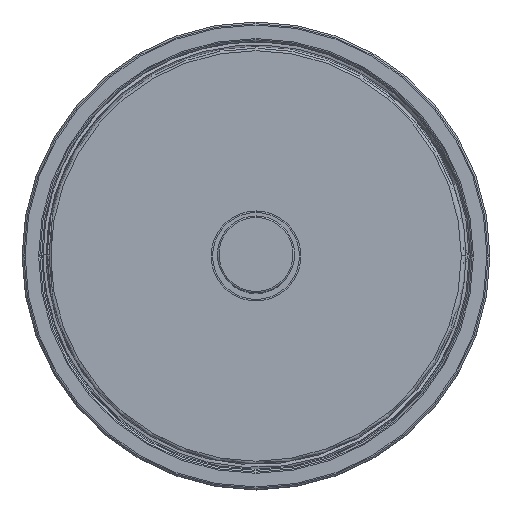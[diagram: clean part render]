
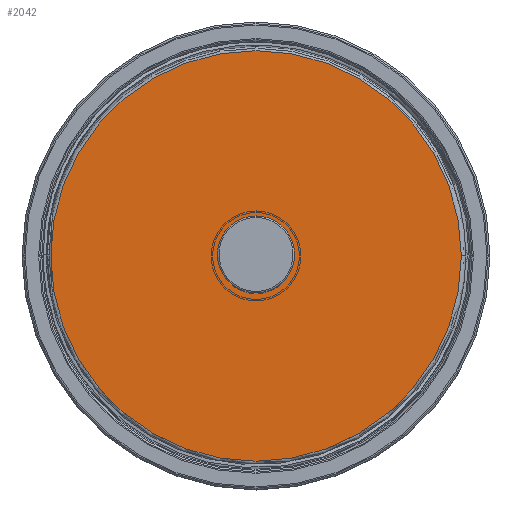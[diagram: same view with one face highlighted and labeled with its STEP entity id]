
A CAD part, top view. The second image highlights one B-rep face of the part: STEP entity #2042.
In plain terms, the highlighted planar face has unit normal (0, 0, 1).
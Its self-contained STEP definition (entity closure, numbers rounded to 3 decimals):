
#417=EDGE_CURVE('',#1098,#1104,#1107,.T.);
#419=EDGE_CURVE('',#1104,#1098,#1109,.T.);
#1098=VERTEX_POINT('',#2318);
#1104=VERTEX_POINT('',#2326);
#1107=CIRCLE('',#2330,68.0);
#1109=CIRCLE('',#2333,68.0);
#2042=ADVANCED_FACE('',(#4894,#4895),#4896,.T.);
#2318=CARTESIAN_POINT('',(68.0,0.0,0.8));
#2326=CARTESIAN_POINT('',(-68.0,0.0,0.8));
#2330=AXIS2_PLACEMENT_3D('',#5401,#5402,#5403);
#2333=AXIS2_PLACEMENT_3D('',#5404,#5405,#5406);
#4894=FACE_BOUND('',#7590,.T.);
#4895=FACE_OUTER_BOUND('',#7591,.T.);
#4896=PLANE('',#7592);
#5401=CARTESIAN_POINT('',(0.0,0.0,0.8));
#5402=DIRECTION('',(0.0,0.0,1.0));
#5403=DIRECTION('',(1.0,0.0,0.0));
#5404=CARTESIAN_POINT('',(0.0,0.0,0.8));
#5405=DIRECTION('',(0.0,0.0,1.0));
#5406=DIRECTION('',(-1.0,0.0,0.0));
#7590=EDGE_LOOP('',(#12263,#12264));
#7591=EDGE_LOOP('',(#12265,#12266));
#7592=AXIS2_PLACEMENT_3D('',#12267,#12268,#12269);
#12263=ORIENTED_EDGE('',*,*,#14035,.T.);
#12264=ORIENTED_EDGE('',*,*,#14032,.T.);
#12265=ORIENTED_EDGE('',*,*,#419,.T.);
#12266=ORIENTED_EDGE('',*,*,#417,.T.);
#12267=CARTESIAN_POINT('',(0.0,0.0,0.8));
#12268=DIRECTION('',(0.0,0.0,1.0));
#12269=DIRECTION('',(1.0,0.0,0.0));
#14032=EDGE_CURVE('',#14720,#14718,#14721,.T.);
#14035=EDGE_CURVE('',#14718,#14720,#14724,.T.);
#14718=VERTEX_POINT('',#15818);
#14720=VERTEX_POINT('',#15821);
#14721=CIRCLE('',#15822,12.348);
#14724=CIRCLE('',#15826,12.348);
#15818=CARTESIAN_POINT('',(0.0,12.348,0.8));
#15821=CARTESIAN_POINT('',(0.0,-12.348,0.8));
#15822=AXIS2_PLACEMENT_3D('',#19093,#19094,#19095);
#15826=AXIS2_PLACEMENT_3D('',#19100,#19101,#19102);
#19093=CARTESIAN_POINT('',(0.0,0.0,0.8));
#19094=DIRECTION('',(-0.0,-0.0,-1.0));
#19095=DIRECTION('',(0.0,-1.0,0.0));
#19100=CARTESIAN_POINT('',(0.0,0.0,0.8));
#19101=DIRECTION('',(-0.0,-0.0,-1.0));
#19102=DIRECTION('',(0.0,-1.0,0.0));
